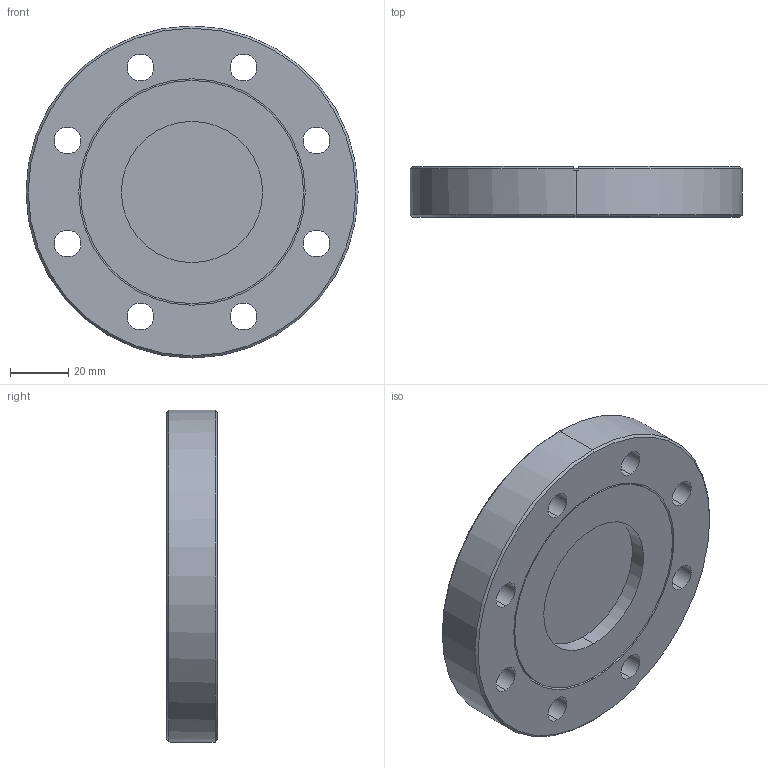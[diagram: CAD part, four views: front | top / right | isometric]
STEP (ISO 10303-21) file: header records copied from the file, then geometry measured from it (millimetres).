
FILE_DESCRIPTION (( 'STEP AP203' ), '1' );
FILE_NAME ('A4966-1-CF.STEP', '2012-02-14T13:38:38', ( '' ), ( '' ), 'SwSTEP 2.0', 'SolidWorks 2011', '' );
FILE_SCHEMA (( 'CONFIG_CONTROL_DESIGN' ));
Length unit declared in the file: inch
Products named in the file (1): A4966-1-CF
Bounding box: 113.54 x 17.27 x 113.54 mm (x, y, z)
Volume: 122127.1 mm3; surface area: 44300.3 mm2
Topology: 1 solids, 1 shells, 75 faces, 175 edges, 114 vertices
Faces by surface type: cylinder 46, plane 22, cone 7
Entity records: 2306 total; most frequent: DIRECTION 429, CARTESIAN_POINT 377, ORIENTED_EDGE 350, AXIS2_PLACEMENT_3D 182, EDGE_CURVE 175, VERTEX_POINT 114, CIRCLE 106, EDGE_LOOP 103
